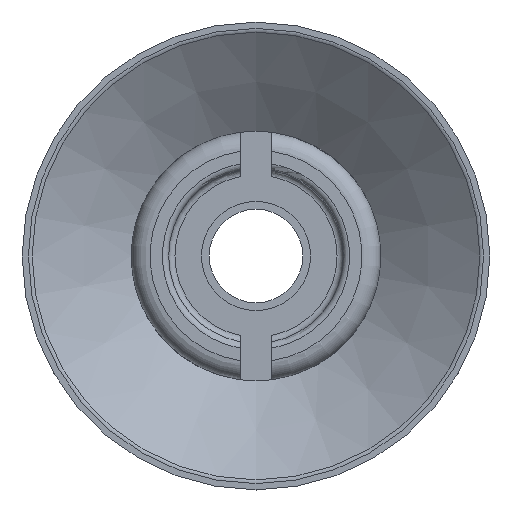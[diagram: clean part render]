
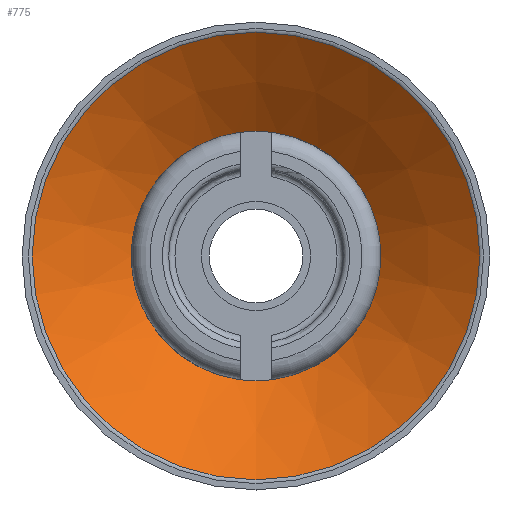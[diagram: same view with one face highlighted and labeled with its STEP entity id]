
A CAD part, front view. The second image highlights one B-rep face of the part: STEP entity #775.
In plain terms, the highlighted conical face has half-angle 52.835 degrees and reference radius 4 mm.
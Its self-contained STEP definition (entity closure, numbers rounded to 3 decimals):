
#26=CONICAL_SURFACE('',#873,4.,0.922);
#144=CIRCLE('',#838,4.);
#163=CIRCLE('',#874,7.179);
#278=ORIENTED_EDGE('',*,*,#469,.T.);
#279=ORIENTED_EDGE('',*,*,#418,.F.);
#418=EDGE_CURVE('',#514,#514,#144,.T.);
#469=EDGE_CURVE('',#547,#547,#163,.T.);
#514=VERTEX_POINT('',#1257);
#547=VERTEX_POINT('',#1394);
#618=EDGE_LOOP('',(#278));
#619=EDGE_LOOP('',(#279));
#694=FACE_BOUND('',#618,.T.);
#695=FACE_BOUND('',#619,.T.);
#775=ADVANCED_FACE('',(#694,#695),#26,.F.);
#838=AXIS2_PLACEMENT_3D('',#1256,#971,#972);
#873=AXIS2_PLACEMENT_3D('',#1392,#1061,#1062);
#874=AXIS2_PLACEMENT_3D('',#1393,#1063,#1064);
#971=DIRECTION('',(0.,-1.,0.));
#972=DIRECTION('',(0.,0.,-1.));
#1061=DIRECTION('',(0.,-1.,0.));
#1062=DIRECTION('',(0.,0.,-1.));
#1063=DIRECTION('',(0.,-1.,0.));
#1064=DIRECTION('',(0.,0.,-1.));
#1256=CARTESIAN_POINT('',(0.,2.451,0.));
#1257=CARTESIAN_POINT('',(0.,2.451,-4.));
#1392=CARTESIAN_POINT('',(0.,2.451,0.));
#1393=CARTESIAN_POINT('',(0.,0.041,0.));
#1394=CARTESIAN_POINT('',(0.,0.041,-7.179));
